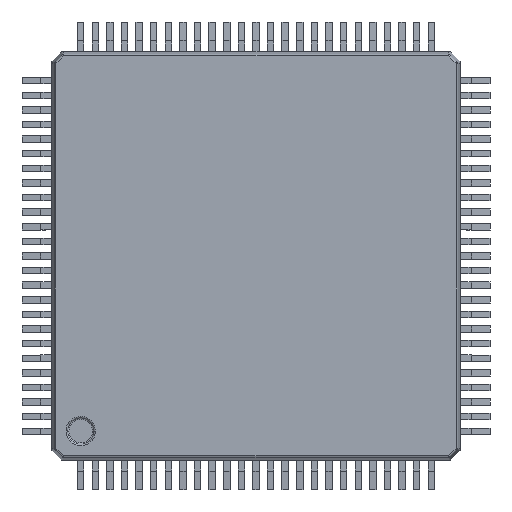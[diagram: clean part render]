
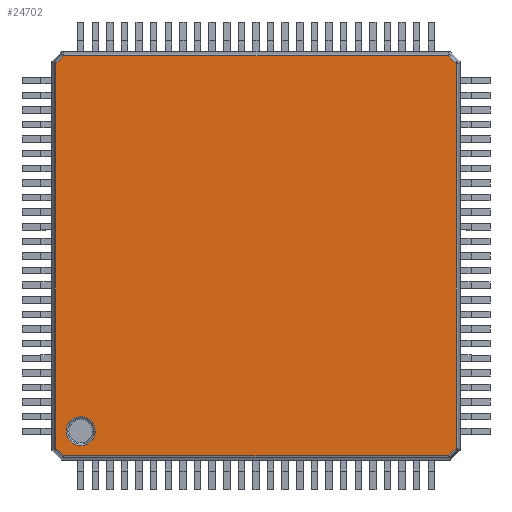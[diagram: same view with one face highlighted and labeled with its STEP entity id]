
A CAD part, top view. The second image highlights one B-rep face of the part: STEP entity #24702.
In plain terms, the highlighted planar face has unit normal (0, 0, 1).
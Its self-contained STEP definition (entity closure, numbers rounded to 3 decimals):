
#1375 = VERTEX_POINT ( 'NONE', #40767 ) ;
#1376 = VERTEX_POINT ( 'NONE', #40768 ) ;
#1377 = VERTEX_POINT ( 'NONE', #40769 ) ;
#1378 = VERTEX_POINT ( 'NONE', #40770 ) ;
#1386 = VERTEX_POINT ( 'NONE', #40778 ) ;
#1396 = VERTEX_POINT ( 'NONE', #40788 ) ;
#1398 = VERTEX_POINT ( 'NONE', #40790 ) ;
#1416 = VERTEX_POINT ( 'NONE', #40808 ) ;
#1435 = VERTEX_POINT ( 'NONE', #40827 ) ;
#1463 = VERTEX_POINT ( 'NONE', #40855 ) ;
#12565 = FACE_BOUND ( 'NONE', #28718, .T. ) ;
#12602 = FACE_OUTER_BOUND ( 'NONE', #29002, .T. ) ;
#12606 = PLANE ( 'NONE',  #31551 ) ;
#12631 = CARTESIAN_POINT ( 'NONE',  ( 7., 7., 1.1 ) ) ;
#12633 = DIRECTION ( 'NONE',  ( 0., 0., 1. ) ) ;
#12635 = DIRECTION ( 'NONE',  ( 1., 0., 0. ) ) ;
#15393 = VECTOR ( 'NONE', #30097, 1000. ) ;
#15418 = VECTOR ( 'NONE', #30095, 1000. ) ;
#15430 = VECTOR ( 'NONE', #30106, 1000. ) ;
#15431 = VECTOR ( 'NONE', #30109, 1000. ) ;
#15433 = VECTOR ( 'NONE', #30112, 1000. ) ;
#15434 = VECTOR ( 'NONE', #30115, 1000. ) ;
#15439 = VECTOR ( 'NONE', #30100, 1000. ) ;
#15441 = VECTOR ( 'NONE', #30103, 1000. ) ;
#18780 = ORIENTED_EDGE ( 'NONE', *, *, #20722, .T. ) ;
#18784 = ORIENTED_EDGE ( 'NONE', *, *, #20724, .T. ) ;
#18789 = ORIENTED_EDGE ( 'NONE', *, *, #20719, .T. ) ;
#18794 = ORIENTED_EDGE ( 'NONE', *, *, #20723, .T. ) ;
#18804 = ORIENTED_EDGE ( 'NONE', *, *, #20721, .T. ) ;
#18806 = ORIENTED_EDGE ( 'NONE', *, *, #20725, .T. ) ;
#18807 = ORIENTED_EDGE ( 'NONE', *, *, #20720, .T. ) ;
#18819 = ORIENTED_EDGE ( 'NONE', *, *, #20718, .T. ) ;
#18869 = ORIENTED_EDGE ( 'NONE', *, *, #20726, .T. ) ;
#18887 = ORIENTED_EDGE ( 'NONE', *, *, #20727, .T. ) ;
#20718 = EDGE_CURVE ( 'NONE', #1463, #1398, #27260, .T. ) ;
#20719 = EDGE_CURVE ( 'NONE', #1398, #1463, #27261, .T. ) ;
#20720 = EDGE_CURVE ( 'NONE', #1416, #1396, #30092, .T. ) ;
#20721 = EDGE_CURVE ( 'NONE', #1375, #1416, #30077, .T. ) ;
#20722 = EDGE_CURVE ( 'NONE', #1376, #1375, #30098, .T. ) ;
#20723 = EDGE_CURVE ( 'NONE', #1378, #1376, #30101, .T. ) ;
#20724 = EDGE_CURVE ( 'NONE', #1377, #1378, #30104, .T. ) ;
#20725 = EDGE_CURVE ( 'NONE', #1386, #1377, #30107, .T. ) ;
#20726 = EDGE_CURVE ( 'NONE', #1435, #1386, #30110, .T. ) ;
#20727 = EDGE_CURVE ( 'NONE', #1396, #1435, #30113, .T. ) ;
#24702 = ADVANCED_FACE ( 'NONE', ( #12602, #12565 ), #12606, .T. ) ;
#27260 = B_SPLINE_CURVE_WITH_KNOTS ( 'NONE', 3,
 ( #30061, #30056, #30065, #30066, #30067, #30068, #30069, #30070, #30071, #30072, #30073, #30074, #30075 ),
 .UNSPECIFIED., .F., .F.,
 ( 4, 3, 3, 3, 4 ),
 ( -1.569, -1.185, -0.79, -0.395, 0. ),
 .UNSPECIFIED. ) ;
#27261 = B_SPLINE_CURVE_WITH_KNOTS ( 'NONE', 3,
 ( #30052, #30064, #30078, #30079, #30080, #30081, #30082, #30083, #30084, #30085, #30086, #30087, #30088, #30089, #30090, #30091 ),
 .UNSPECIFIED., .F., .F.,
 ( 4, 3, 3, 3, 3, 4 ),
 ( -3.16, -2.765, -2.37, -1.975, -1.58, -1.569 ),
 .UNSPECIFIED. ) ;
#28718 = EDGE_LOOP ( 'NONE', ( #18789, #18819 ) ) ;
#29002 = EDGE_LOOP ( 'NONE', ( #18887, #18869, #18806, #18784, #18794, #18780, #18804, #18807 ) ) ;
#30052 = CARTESIAN_POINT ( 'NONE',  ( -5.497, -5.997, 1.1 ) ) ;
#30056 = CARTESIAN_POINT ( 'NONE',  ( -6.5, -5.858, 1.1 ) ) ;
#30061 = CARTESIAN_POINT ( 'NONE',  ( -6.503, -5.986, 1.1 ) ) ;
#30064 = CARTESIAN_POINT ( 'NONE',  ( -5.496, -6.129, 1.1 ) ) ;
#30065 = CARTESIAN_POINT ( 'NONE',  ( -6.446, -5.731, 1.1 ) ) ;
#30066 = CARTESIAN_POINT ( 'NONE',  ( -6.356, -5.641, 1.1 ) ) ;
#30067 = CARTESIAN_POINT ( 'NONE',  ( -6.263, -5.548, 1.1 ) ) ;
#30068 = CARTESIAN_POINT ( 'NONE',  ( -6.131, -5.494, 1.1 ) ) ;
#30069 = CARTESIAN_POINT ( 'NONE',  ( -6., -5.494, 1.1 ) ) ;
#30070 = CARTESIAN_POINT ( 'NONE',  ( -5.869, -5.494, 1.1 ) ) ;
#30071 = CARTESIAN_POINT ( 'NONE',  ( -5.737, -5.548, 1.1 ) ) ;
#30072 = CARTESIAN_POINT ( 'NONE',  ( -5.644, -5.641, 1.1 ) ) ;
#30073 = CARTESIAN_POINT ( 'NONE',  ( -5.551, -5.734, 1.1 ) ) ;
#30074 = CARTESIAN_POINT ( 'NONE',  ( -5.496, -5.865, 1.1 ) ) ;
#30075 = CARTESIAN_POINT ( 'NONE',  ( -5.497, -5.997, 1.1 ) ) ;
#30077 = LINE ( 'NONE', #30096, #15393 ) ;
#30078 = CARTESIAN_POINT ( 'NONE',  ( -5.551, -6.26, 1.1 ) ) ;
#30079 = CARTESIAN_POINT ( 'NONE',  ( -5.644, -6.353, 1.1 ) ) ;
#30080 = CARTESIAN_POINT ( 'NONE',  ( -5.737, -6.446, 1.1 ) ) ;
#30081 = CARTESIAN_POINT ( 'NONE',  ( -5.869, -6.5, 1.1 ) ) ;
#30082 = CARTESIAN_POINT ( 'NONE',  ( -6., -6.5, 1.1 ) ) ;
#30083 = CARTESIAN_POINT ( 'NONE',  ( -6.131, -6.5, 1.1 ) ) ;
#30084 = CARTESIAN_POINT ( 'NONE',  ( -6.263, -6.446, 1.1 ) ) ;
#30085 = CARTESIAN_POINT ( 'NONE',  ( -6.356, -6.353, 1.1 ) ) ;
#30086 = CARTESIAN_POINT ( 'NONE',  ( -6.449, -6.26, 1.1 ) ) ;
#30087 = CARTESIAN_POINT ( 'NONE',  ( -6.503, -6.128, 1.1 ) ) ;
#30088 = CARTESIAN_POINT ( 'NONE',  ( -6.503, -5.997, 1.1 ) ) ;
#30089 = CARTESIAN_POINT ( 'NONE',  ( -6.503, -5.993, 1.1 ) ) ;
#30090 = CARTESIAN_POINT ( 'NONE',  ( -6.503, -5.99, 1.1 ) ) ;
#30091 = CARTESIAN_POINT ( 'NONE',  ( -6.503, -5.986, 1.1 ) ) ;
#30092 = LINE ( 'NONE', #30094, #15418 ) ;
#30094 = CARTESIAN_POINT ( 'NONE',  ( -6.718, 6.718, 1.1 ) ) ;
#30095 = DIRECTION ( 'NONE',  ( -0.707, -0.707, 0. ) ) ;
#30096 = CARTESIAN_POINT ( 'NONE',  ( 0., 6.853, 1.1 ) ) ;
#30097 = DIRECTION ( 'NONE',  ( -1., 0., 0. ) ) ;
#30098 = LINE ( 'NONE', #30099, #15439 ) ;
#30099 = CARTESIAN_POINT ( 'NONE',  ( 6.718, 6.718, 1.1 ) ) ;
#30100 = DIRECTION ( 'NONE',  ( -0.707, 0.707, 0. ) ) ;
#30101 = LINE ( 'NONE', #30102, #15441 ) ;
#30102 = CARTESIAN_POINT ( 'NONE',  ( 6.853, 0., 1.1 ) ) ;
#30103 = DIRECTION ( 'NONE',  ( 0., 1., 0. ) ) ;
#30104 = LINE ( 'NONE', #30105, #15430 ) ;
#30105 = CARTESIAN_POINT ( 'NONE',  ( 6.721, -6.715, 1.1 ) ) ;
#30106 = DIRECTION ( 'NONE',  ( 0.707, 0.707, 0. ) ) ;
#30107 = LINE ( 'NONE', #30108, #15431 ) ;
#30108 = CARTESIAN_POINT ( 'NONE',  ( 0., -6.848, 1.1 ) ) ;
#30109 = DIRECTION ( 'NONE',  ( 1., 0., 0. ) ) ;
#30110 = LINE ( 'NONE', #30111, #15433 ) ;
#30111 = CARTESIAN_POINT ( 'NONE',  ( -6.721, -6.715, 1.1 ) ) ;
#30112 = DIRECTION ( 'NONE',  ( 0.707, -0.707, 0. ) ) ;
#30113 = LINE ( 'NONE', #30114, #15434 ) ;
#30114 = CARTESIAN_POINT ( 'NONE',  ( -6.853, 0., 1.1 ) ) ;
#30115 = DIRECTION ( 'NONE',  ( 0., -1., 0. ) ) ;
#31551 = AXIS2_PLACEMENT_3D ( 'NONE', #12631, #12633, #12635 ) ;
#40767 = CARTESIAN_POINT ( 'NONE',  ( 6.583, 6.853, 1.1 ) ) ;
#40768 = CARTESIAN_POINT ( 'NONE',  ( 6.853, 6.583, 1.1 ) ) ;
#40769 = CARTESIAN_POINT ( 'NONE',  ( 6.588, -6.848, 1.1 ) ) ;
#40770 = CARTESIAN_POINT ( 'NONE',  ( 6.853, -6.583, 1.1 ) ) ;
#40778 = CARTESIAN_POINT ( 'NONE',  ( -6.588, -6.848, 1.1 ) ) ;
#40788 = CARTESIAN_POINT ( 'NONE',  ( -6.853, 6.583, 1.1 ) ) ;
#40790 = CARTESIAN_POINT ( 'NONE',  ( -5.497, -5.997, 1.1 ) ) ;
#40808 = CARTESIAN_POINT ( 'NONE',  ( -6.583, 6.853, 1.1 ) ) ;
#40827 = CARTESIAN_POINT ( 'NONE',  ( -6.853, -6.583, 1.1 ) ) ;
#40855 = CARTESIAN_POINT ( 'NONE',  ( -6.503, -5.986, 1.1 ) ) ;
